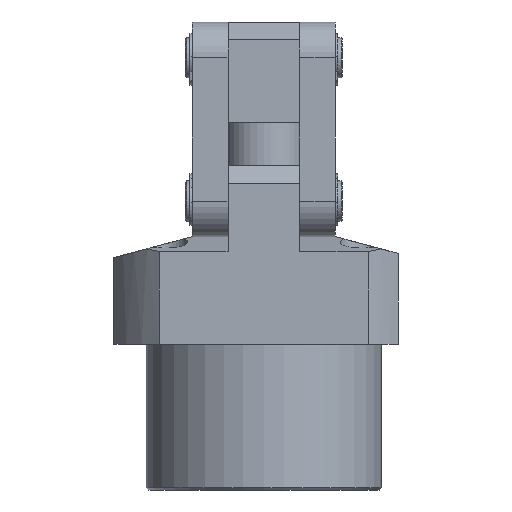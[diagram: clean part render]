
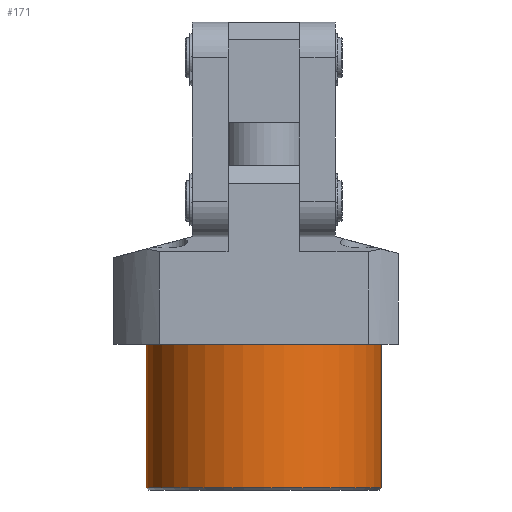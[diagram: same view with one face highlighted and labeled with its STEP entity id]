
A CAD part, front view. The second image highlights one B-rep face of the part: STEP entity #171.
In plain terms, the highlighted cylindrical face has radius 52.5 mm (diameter 105 mm), a partial arc.
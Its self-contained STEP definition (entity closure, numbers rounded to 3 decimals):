
#171 = ADVANCED_FACE ( 'NONE', ( #3973 ), #3993, .T. ) ;
#702 = EDGE_CURVE ( 'NONE', #1152, #1468, #6436, .T. ) ;
#704 = EDGE_CURVE ( 'NONE', #1151, #1472, #6443, .T. ) ;
#792 = EDGE_CURVE ( 'NONE', #1472, #1468, #6561, .T. ) ;
#813 = EDGE_CURVE ( 'NONE', #1152, #1151, #6587, .T. ) ;
#1151 = VERTEX_POINT ( 'NONE', #8410 ) ;
#1152 = VERTEX_POINT ( 'NONE', #8411 ) ;
#1468 = VERTEX_POINT ( 'NONE', #8468 ) ;
#1472 = VERTEX_POINT ( 'NONE', #8472 ) ;
#1633 = ORIENTED_EDGE ( 'NONE', *, *, #702, .F. ) ;
#1634 = ORIENTED_EDGE ( 'NONE', *, *, #813, .T. ) ;
#1635 = ORIENTED_EDGE ( 'NONE', *, *, #704, .T. ) ;
#1636 = ORIENTED_EDGE ( 'NONE', *, *, #792, .T. ) ;
#2243 = EDGE_LOOP ( 'NONE', ( #1633, #1634, #1635, #1636 ) ) ;
#3649 = AXIS2_PLACEMENT_3D ( 'NONE', #4701, #4700, #4696 ) ;
#3973 = FACE_OUTER_BOUND ( 'NONE', #2243, .T. ) ;
#3993 = CYLINDRICAL_SURFACE ( 'NONE', #3649, 52.5 ) ;
#4696 = DIRECTION ( 'NONE',  ( 1., 0., 0. ) ) ;
#4700 = DIRECTION ( 'NONE',  ( 0., 0., 1. ) ) ;
#4701 = CARTESIAN_POINT ( 'NONE',  ( 0., 0., -65. ) ) ;
#5451 = AXIS2_PLACEMENT_3D ( 'NONE', #8279, #8280, #8281 ) ;
#5459 = AXIS2_PLACEMENT_3D ( 'NONE', #8335, #8336, #8337 ) ;
#6436 = LINE ( 'NONE', #7923, #6442 ) ;
#6442 = VECTOR ( 'NONE', #7928, 1000. ) ;
#6443 = LINE ( 'NONE', #7927, #6445 ) ;
#6445 = VECTOR ( 'NONE', #7922, 1000. ) ;
#6561 = CIRCLE ( 'NONE', #5451, 52.5 ) ;
#6587 = CIRCLE ( 'NONE', #5459, 52.5 ) ;
#7922 = DIRECTION ( 'NONE',  ( 0., 0., 1. ) ) ;
#7923 = CARTESIAN_POINT ( 'NONE',  ( -52.5, 0., -65. ) ) ;
#7927 = CARTESIAN_POINT ( 'NONE',  ( 52.5, 0., -65. ) ) ;
#7928 = DIRECTION ( 'NONE',  ( 0., 0., 1. ) ) ;
#8279 = CARTESIAN_POINT ( 'NONE',  ( 0., 0., 0. ) ) ;
#8280 = DIRECTION ( 'NONE',  ( 0., 0., -1. ) ) ;
#8281 = DIRECTION ( 'NONE',  ( 1., 0., 0. ) ) ;
#8335 = CARTESIAN_POINT ( 'NONE',  ( 0., 0., -64. ) ) ;
#8336 = DIRECTION ( 'NONE',  ( 0., 0., 1. ) ) ;
#8337 = DIRECTION ( 'NONE',  ( -1., 0., 0. ) ) ;
#8410 = CARTESIAN_POINT ( 'NONE',  ( 52.5, 0., -64. ) ) ;
#8411 = CARTESIAN_POINT ( 'NONE',  ( -52.5, 0., -64. ) ) ;
#8468 = CARTESIAN_POINT ( 'NONE',  ( -52.5, 0., 0. ) ) ;
#8472 = CARTESIAN_POINT ( 'NONE',  ( 52.5, 0., 0. ) ) ;
